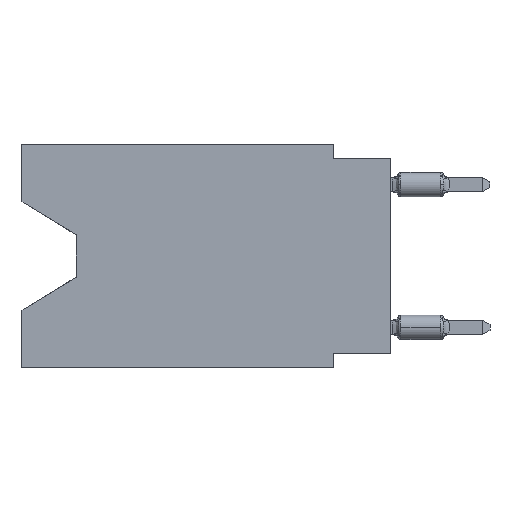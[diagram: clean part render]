
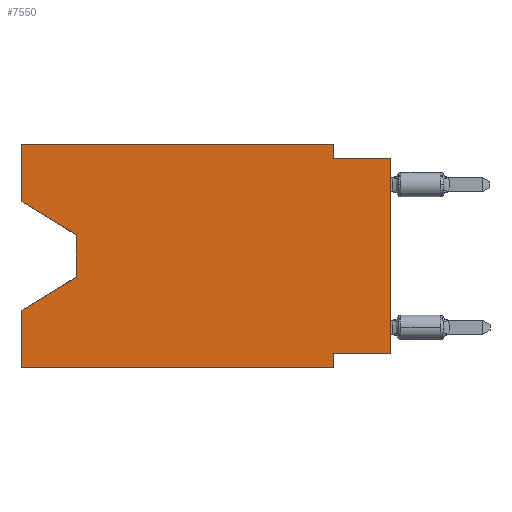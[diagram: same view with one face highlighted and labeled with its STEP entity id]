
A CAD part, left-side view. The second image highlights one B-rep face of the part: STEP entity #7550.
In plain terms, the highlighted planar face has unit normal (-1, 0, 0).
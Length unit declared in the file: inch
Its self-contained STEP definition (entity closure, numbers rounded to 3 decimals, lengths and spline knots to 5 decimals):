
#34 = CARTESIAN_POINT ( 'NONE',  ( 0., 0.645, -0.28975 ) ) ;
#330 = CARTESIAN_POINT ( 'NONE',  ( 0., 0.1, -0.025 ) ) ;
#371 = EDGE_CURVE ( 'NONE', #4204, #11085, #4511, .T. ) ;
#544 = EDGE_LOOP ( 'NONE', ( #6011, #7152, #9918, #14266, #12446, #4441, #3127, #1237, #12206, #14750, #2263, #9396 ) ) ;
#628 = LINE ( 'NONE', #5521, #3332 ) ;
#870 = VERTEX_POINT ( 'NONE', #4648 ) ;
#980 = VERTEX_POINT ( 'NONE', #330 ) ;
#1052 = CARTESIAN_POINT ( 'NONE',  ( 0., 0.55, -0.232 ) ) ;
#1237 = ORIENTED_EDGE ( 'NONE', *, *, #12812, .T. ) ;
#1241 = CARTESIAN_POINT ( 'NONE',  ( 0., 0.55, -0.158 ) ) ;
#1372 = LINE ( 'NONE', #8785, #5568 ) ;
#2263 = ORIENTED_EDGE ( 'NONE', *, *, #2882, .F. ) ;
#2266 = DIRECTION ( 'NONE',  ( 0., 0., -1. ) ) ;
#2495 = VECTOR ( 'NONE', #11857, 39.37008 ) ;
#2518 = CARTESIAN_POINT ( 'NONE',  ( 0., 0.1, -0.39 ) ) ;
#2726 = DIRECTION ( 'NONE',  ( 0., 0., -1. ) ) ;
#2781 = EDGE_CURVE ( 'NONE', #5893, #13419, #628, .T. ) ;
#2836 = CARTESIAN_POINT ( 'NONE',  ( 0., 0.1, 0. ) ) ;
#2882 = EDGE_CURVE ( 'NONE', #6507, #7278, #8114, .T. ) ;
#2895 = VERTEX_POINT ( 'NONE', #10729 ) ;
#3080 = DIRECTION ( 'NONE',  ( 0., -1., 0. ) ) ;
#3127 = ORIENTED_EDGE ( 'NONE', *, *, #2781, .F. ) ;
#3332 = VECTOR ( 'NONE', #12902, 39.37008 ) ;
#3422 = LINE ( 'NONE', #10583, #2495 ) ;
#3574 = DIRECTION ( 'NONE',  ( 0., 0., -1. ) ) ;
#3949 = CARTESIAN_POINT ( 'NONE',  ( 0., 0., -0.365 ) ) ;
#4204 = VERTEX_POINT ( 'NONE', #13025 ) ;
#4441 = ORIENTED_EDGE ( 'NONE', *, *, #12597, .F. ) ;
#4511 = LINE ( 'NONE', #9284, #7776 ) ;
#4610 = LINE ( 'NONE', #14185, #9776 ) ;
#4648 = CARTESIAN_POINT ( 'NONE',  ( 0., 0.55, -0.158 ) ) ;
#4652 = CARTESIAN_POINT ( 'NONE',  ( 0., 0., -0.025 ) ) ;
#5120 = DIRECTION ( 'NONE',  ( 0., -0.855, -0.519 ) ) ;
#5521 = CARTESIAN_POINT ( 'NONE',  ( 0., 0., -0.365 ) ) ;
#5568 = VECTOR ( 'NONE', #2726, 39.37008 ) ;
#5662 = CARTESIAN_POINT ( 'NONE',  ( 0., 0.645, 0. ) ) ;
#5809 = DIRECTION ( 'NONE',  ( 0., -1., 0. ) ) ;
#5893 = VERTEX_POINT ( 'NONE', #3949 ) ;
#6011 = ORIENTED_EDGE ( 'NONE', *, *, #14081, .T. ) ;
#6403 = EDGE_CURVE ( 'NONE', #980, #14045, #8440, .T. ) ;
#6507 = VERTEX_POINT ( 'NONE', #7656 ) ;
#6648 = VECTOR ( 'NONE', #5809, 39.37008 ) ;
#6724 = EDGE_CURVE ( 'NONE', #4204, #15438, #11699, .T. ) ;
#6817 = EDGE_CURVE ( 'NONE', #7278, #980, #11366, .T. ) ;
#7152 = ORIENTED_EDGE ( 'NONE', *, *, #12075, .T. ) ;
#7278 = VERTEX_POINT ( 'NONE', #13825 ) ;
#7550 = ADVANCED_FACE ( 'NONE', ( #7907 ), #13751, .F. ) ;
#7656 = CARTESIAN_POINT ( 'NONE',  ( 0., 0.645, 0. ) ) ;
#7759 = CARTESIAN_POINT ( 'NONE',  ( 0., 0.645, 0. ) ) ;
#7776 = VECTOR ( 'NONE', #3080, 39.37008 ) ;
#7907 = FACE_OUTER_BOUND ( 'NONE', #544, .T. ) ;
#7915 = VERTEX_POINT ( 'NONE', #13476 ) ;
#8114 = LINE ( 'NONE', #12971, #6648 ) ;
#8416 = VECTOR ( 'NONE', #3574, 39.37008 ) ;
#8440 = LINE ( 'NONE', #9967, #14285 ) ;
#8785 = CARTESIAN_POINT ( 'NONE',  ( 0., 0.1, -0.39 ) ) ;
#9023 = DIRECTION ( 'NONE',  ( 0., 0., -1. ) ) ;
#9052 = CARTESIAN_POINT ( 'NONE',  ( 0., 0.1, -0.365 ) ) ;
#9284 = CARTESIAN_POINT ( 'NONE',  ( 0., 0.645, -0.39 ) ) ;
#9396 = ORIENTED_EDGE ( 'NONE', *, *, #13098, .F. ) ;
#9457 = DIRECTION ( 'NONE',  ( 0., 0., 1. ) ) ;
#9776 = VECTOR ( 'NONE', #9457, 39.37008 ) ;
#9918 = ORIENTED_EDGE ( 'NONE', *, *, #11157, .T. ) ;
#9967 = CARTESIAN_POINT ( 'NONE',  ( 0., 0., -0.025 ) ) ;
#10496 = DIRECTION ( 'NONE',  ( 0., 0., 1. ) ) ;
#10583 = CARTESIAN_POINT ( 'NONE',  ( 0., 0., 0. ) ) ;
#10729 = CARTESIAN_POINT ( 'NONE',  ( 0., 0.55, -0.232 ) ) ;
#10732 = AXIS2_PLACEMENT_3D ( 'NONE', #7759, #12546, #9023 ) ;
#10873 = VECTOR ( 'NONE', #2266, 39.37008 ) ;
#11084 = DIRECTION ( 'NONE',  ( 0., -1., 0. ) ) ;
#11085 = VERTEX_POINT ( 'NONE', #2518 ) ;
#11157 = EDGE_CURVE ( 'NONE', #2895, #15438, #13017, .T. ) ;
#11366 = LINE ( 'NONE', #2836, #8416 ) ;
#11699 = LINE ( 'NONE', #5662, #14048 ) ;
#11857 = DIRECTION ( 'NONE',  ( 0., 0., 1. ) ) ;
#12075 = EDGE_CURVE ( 'NONE', #870, #2895, #14486, .T. ) ;
#12206 = ORIENTED_EDGE ( 'NONE', *, *, #6403, .F. ) ;
#12446 = ORIENTED_EDGE ( 'NONE', *, *, #371, .T. ) ;
#12546 = DIRECTION ( 'NONE',  ( 1., 0., 0. ) ) ;
#12597 = EDGE_CURVE ( 'NONE', #13419, #11085, #1372, .T. ) ;
#12812 = EDGE_CURVE ( 'NONE', #5893, #14045, #3422, .T. ) ;
#12869 = DIRECTION ( 'NONE',  ( 0., 0.855, -0.519 ) ) ;
#12902 = DIRECTION ( 'NONE',  ( 0., 1., 0. ) ) ;
#12971 = CARTESIAN_POINT ( 'NONE',  ( 0., 0.645, 0. ) ) ;
#13017 = LINE ( 'NONE', #1052, #15065 ) ;
#13025 = CARTESIAN_POINT ( 'NONE',  ( 0., 0.645, -0.39 ) ) ;
#13098 = EDGE_CURVE ( 'NONE', #7915, #6507, #4610, .T. ) ;
#13419 = VERTEX_POINT ( 'NONE', #9052 ) ;
#13476 = CARTESIAN_POINT ( 'NONE',  ( 0., 0.645, -0.10025 ) ) ;
#13642 = LINE ( 'NONE', #13724, #13889 ) ;
#13724 = CARTESIAN_POINT ( 'NONE',  ( 0., 0.645, -0.10025 ) ) ;
#13751 = PLANE ( 'NONE',  #10732 ) ;
#13825 = CARTESIAN_POINT ( 'NONE',  ( 0., 0.1, 0. ) ) ;
#13889 = VECTOR ( 'NONE', #5120, 39.37008 ) ;
#14045 = VERTEX_POINT ( 'NONE', #4652 ) ;
#14048 = VECTOR ( 'NONE', #10496, 39.37008 ) ;
#14081 = EDGE_CURVE ( 'NONE', #7915, #870, #13642, .T. ) ;
#14185 = CARTESIAN_POINT ( 'NONE',  ( 0., 0.645, 0. ) ) ;
#14266 = ORIENTED_EDGE ( 'NONE', *, *, #6724, .F. ) ;
#14285 = VECTOR ( 'NONE', #11084, 39.37008 ) ;
#14486 = LINE ( 'NONE', #1241, #10873 ) ;
#14750 = ORIENTED_EDGE ( 'NONE', *, *, #6817, .F. ) ;
#15065 = VECTOR ( 'NONE', #12869, 39.37008 ) ;
#15438 = VERTEX_POINT ( 'NONE', #34 ) ;
